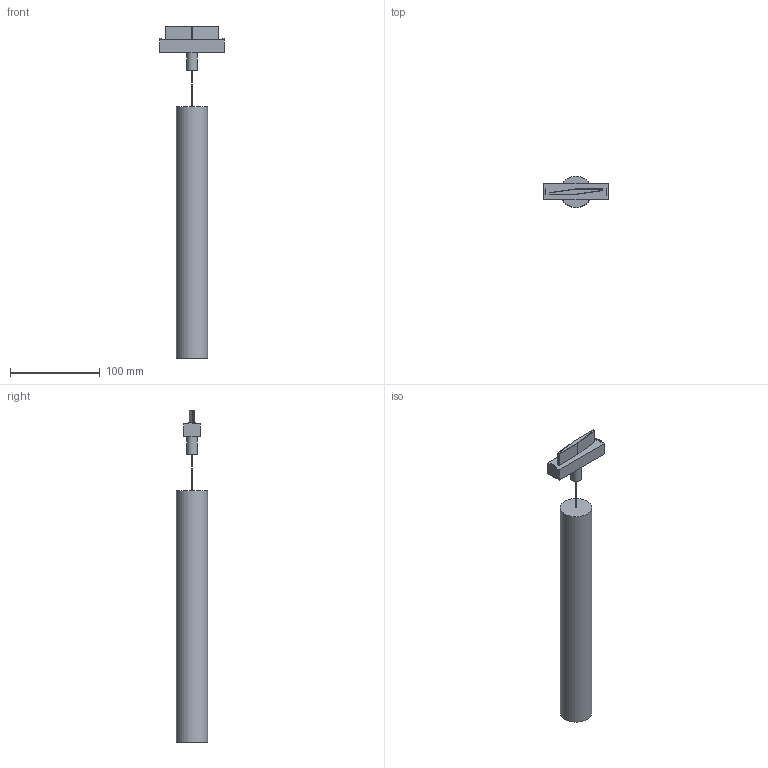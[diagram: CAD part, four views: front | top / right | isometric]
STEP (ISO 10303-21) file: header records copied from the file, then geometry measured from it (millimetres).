
FILE_DESCRIPTION(/* description */ ('This is a sample STEP configuration'),/* implementation_level */ '2;1');
FILE_NAME(/* name */ '662-003xxxxxxxxx SIMPLE.ipt_Rev_02.stp',/* time_stamp */ '2023-04-27T17:40:01+02:00',/* author */ ('powerJobs'),/* organization */ ('coolOrange'),/* preprocessor_version */ 'ST-DEVELOPER v19.2',/* originating_system */ 'Autodesk Inventor 2023',/* authorisation */ '');
FILE_SCHEMA (('AUTOMOTIVE_DESIGN { 1 0 10303 214 3 1 1 }'));
Length unit declared in the file: millimetre
Products named in the file (1): ENG000017785
Bounding box: 71.5 x 35 x 369.75 mm (x, y, z)
Volume: 285877.3 mm3; surface area: 41384.8 mm2
Topology: 1 solids, 1 shells, 48 faces, 108 edges, 66 vertices
Faces by surface type: plane 24, cylinder 17, sphere 6, bspline 1
Full cylindrical faces by diameter (mm): 1 x1, 12 x1, 35 x1
Entity records: 1384 total; most frequent: CARTESIAN_POINT 248, DIRECTION 239, ORIENTED_EDGE 214, EDGE_CURVE 107, AXIS2_PLACEMENT_3D 84, LINE 71, VECTOR 71, VERTEX_POINT 66
